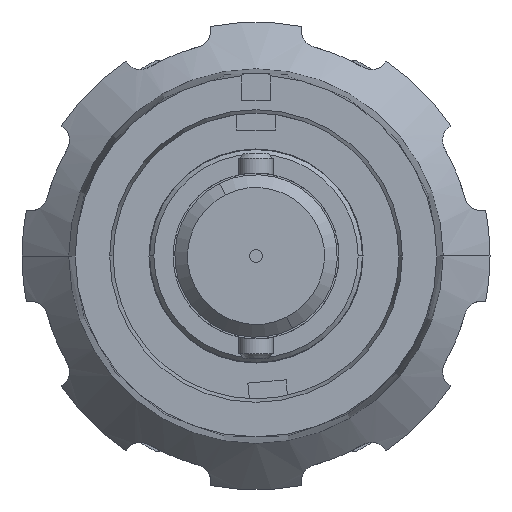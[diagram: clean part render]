
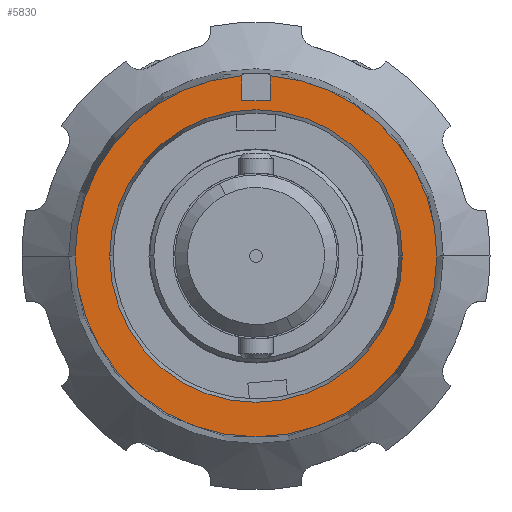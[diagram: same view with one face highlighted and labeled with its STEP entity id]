
A CAD part, front view. The second image highlights one B-rep face of the part: STEP entity #5830.
In plain terms, the highlighted planar face has unit normal (0, -1, 0).
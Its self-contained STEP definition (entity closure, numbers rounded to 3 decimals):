
#29 = CIRCLE ( 'NONE', #8054, 17.197 ) ;
#92 = AXIS2_PLACEMENT_3D ( 'NONE', #5932, #1719, #199 ) ;
#175 = CARTESIAN_POINT ( 'NONE',  ( 1.7, -126.25, 18.25 ) ) ;
#199 = DIRECTION ( 'NONE',  ( -1., 0., 0. ) ) ;
#332 = DIRECTION ( 'NONE',  ( -1., 0., 0. ) ) ;
#451 = LINE ( 'NONE', #5294, #1941 ) ;
#568 = PLANE ( 'NONE',  #5435 ) ;
#633 = ORIENTED_EDGE ( 'NONE', *, *, #1712, .T. ) ;
#771 = CARTESIAN_POINT ( 'NONE',  ( 17.197, -126.25, 0. ) ) ;
#798 = DIRECTION ( 'NONE',  ( 0., -1., 0. ) ) ;
#1234 = AXIS2_PLACEMENT_3D ( 'NONE', #5949, #798, #6017 ) ;
#1305 = CARTESIAN_POINT ( 'NONE',  ( 0., -126.25, 0. ) ) ;
#1712 = EDGE_CURVE ( 'NONE', #9222, #7454, #29, .T. ) ;
#1719 = DIRECTION ( 'NONE',  ( 0., -1., 0. ) ) ;
#1721 = AXIS2_PLACEMENT_3D ( 'NONE', #9225, #8499, #332 ) ;
#1753 = FACE_OUTER_BOUND ( 'NONE', #8823, .T. ) ;
#1778 = VERTEX_POINT ( 'NONE', #175 ) ;
#1941 = VECTOR ( 'NONE', #7573, 1000. ) ;
#2005 = CARTESIAN_POINT ( 'NONE',  ( -1.7, -126.25, 22.25 ) ) ;
#2230 = VECTOR ( 'NONE', #7203, 1000. ) ;
#2359 = CIRCLE ( 'NONE', #2449, 17.197 ) ;
#2449 = AXIS2_PLACEMENT_3D ( 'NONE', #4169, #5667, #5598 ) ;
#2740 = VERTEX_POINT ( 'NONE', #7793 ) ;
#2888 = VERTEX_POINT ( 'NONE', #7262 ) ;
#2916 = DIRECTION ( 'NONE',  ( 0., 1., 0. ) ) ;
#3109 = ORIENTED_EDGE ( 'NONE', *, *, #5665, .T. ) ;
#3310 = CIRCLE ( 'NONE', #1234, 21.253 ) ;
#3411 = CARTESIAN_POINT ( 'NONE',  ( 1.7, -126.25, 0. ) ) ;
#3562 = DIRECTION ( 'NONE',  ( 1., 0., 0. ) ) ;
#3758 = LINE ( 'NONE', #2005, #2230 ) ;
#3906 = CARTESIAN_POINT ( 'NONE',  ( -17.197, -126.25, 0. ) ) ;
#4169 = CARTESIAN_POINT ( 'NONE',  ( 0., -126.25, 0. ) ) ;
#4316 = VERTEX_POINT ( 'NONE', #8235 ) ;
#4603 = ORIENTED_EDGE ( 'NONE', *, *, #6908, .F. ) ;
#4625 = CARTESIAN_POINT ( 'NONE',  ( 21.253, -126.25, 0. ) ) ;
#4880 = VERTEX_POINT ( 'NONE', #4625 ) ;
#5200 = VECTOR ( 'NONE', #9374, 1000. ) ;
#5294 = CARTESIAN_POINT ( 'NONE',  ( 0., -126.25, 18.25 ) ) ;
#5408 = EDGE_CURVE ( 'NONE', #7454, #9222, #2359, .T. ) ;
#5435 = AXIS2_PLACEMENT_3D ( 'NONE', #1305, #8834, #3562 ) ;
#5598 = DIRECTION ( 'NONE',  ( -1., 0., 0. ) ) ;
#5665 = EDGE_CURVE ( 'NONE', #8203, #4316, #7715, .T. ) ;
#5667 = DIRECTION ( 'NONE',  ( 0., 1., 0. ) ) ;
#5830 = ADVANCED_FACE ( 'NONE', ( #1753, #8046 ), #568, .F. ) ;
#5932 = CARTESIAN_POINT ( 'NONE',  ( 0., -126.25, 0. ) ) ;
#5949 = CARTESIAN_POINT ( 'NONE',  ( 0., -126.25, 0. ) ) ;
#6017 = DIRECTION ( 'NONE',  ( -1., 0., 0. ) ) ;
#6171 = CIRCLE ( 'NONE', #92, 21.253 ) ;
#6232 = ORIENTED_EDGE ( 'NONE', *, *, #8684, .T. ) ;
#6335 = LINE ( 'NONE', #3411, #5200 ) ;
#6411 = EDGE_LOOP ( 'NONE', ( #8664, #633 ) ) ;
#6457 = ORIENTED_EDGE ( 'NONE', *, *, #7420, .T. ) ;
#6625 = DIRECTION ( 'NONE',  ( -1., 0., 0. ) ) ;
#6656 = CARTESIAN_POINT ( 'NONE',  ( 0., -126.25, 0. ) ) ;
#6695 = ORIENTED_EDGE ( 'NONE', *, *, #9171, .F. ) ;
#6908 = EDGE_CURVE ( 'NONE', #8203, #2888, #3758, .T. ) ;
#7203 = DIRECTION ( 'NONE',  ( 0., 0., -1. ) ) ;
#7262 = CARTESIAN_POINT ( 'NONE',  ( -1.7, -126.25, 18.25 ) ) ;
#7420 = EDGE_CURVE ( 'NONE', #4880, #2740, #3310, .T. ) ;
#7454 = VERTEX_POINT ( 'NONE', #771 ) ;
#7566 = ORIENTED_EDGE ( 'NONE', *, *, #7815, .F. ) ;
#7573 = DIRECTION ( 'NONE',  ( 1., 0., 0. ) ) ;
#7582 = CARTESIAN_POINT ( 'NONE',  ( -1.7, -126.25, 21.185 ) ) ;
#7715 = CIRCLE ( 'NONE', #1721, 21.253 ) ;
#7793 = CARTESIAN_POINT ( 'NONE',  ( 1.7, -126.25, 21.185 ) ) ;
#7815 = EDGE_CURVE ( 'NONE', #1778, #2740, #6335, .T. ) ;
#8046 = FACE_BOUND ( 'NONE', #6411, .T. ) ;
#8054 = AXIS2_PLACEMENT_3D ( 'NONE', #6656, #2916, #6625 ) ;
#8203 = VERTEX_POINT ( 'NONE', #7582 ) ;
#8235 = CARTESIAN_POINT ( 'NONE',  ( -21.253, -126.25, 0. ) ) ;
#8499 = DIRECTION ( 'NONE',  ( 0., -1., 0. ) ) ;
#8664 = ORIENTED_EDGE ( 'NONE', *, *, #5408, .T. ) ;
#8684 = EDGE_CURVE ( 'NONE', #4316, #4880, #6171, .T. ) ;
#8823 = EDGE_LOOP ( 'NONE', ( #6695, #4603, #3109, #6232, #6457, #7566 ) ) ;
#8834 = DIRECTION ( 'NONE',  ( 0., 1., 0. ) ) ;
#9171 = EDGE_CURVE ( 'NONE', #2888, #1778, #451, .T. ) ;
#9222 = VERTEX_POINT ( 'NONE', #3906 ) ;
#9225 = CARTESIAN_POINT ( 'NONE',  ( 0., -126.25, 0. ) ) ;
#9374 = DIRECTION ( 'NONE',  ( 0., 0., 1. ) ) ;
